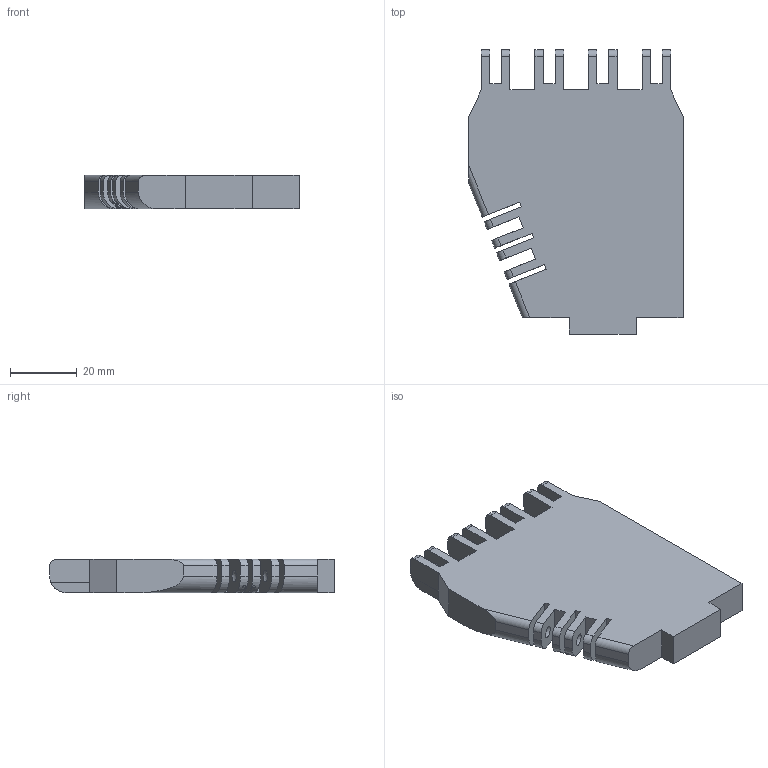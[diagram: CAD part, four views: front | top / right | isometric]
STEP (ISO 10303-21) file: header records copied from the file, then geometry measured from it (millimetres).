
FILE_DESCRIPTION(/* description */ (''),/* implementation_level */ '2;1');
FILE_NAME(/* name */ 'Palm v0,1.step',/* time_stamp */ '2018-08-24T08:34:58+03:00',/* author */ ('eetu.airaksinenHZQLZ'),/* organization */ (''),/* preprocessor_version */ 'ST-DEVELOPER v17',/* originating_system */ 'Autodesk Translation Framework v7.1.0.215',/* authorisation */ '');
FILE_SCHEMA (('AUTOMOTIVE_DESIGN { 1 0 10303 214 3 1 1 }'));
Length unit declared in the file: millimetre
Products named in the file (1): Palm
Bounding box: 64 x 85 x 10 mm (x, y, z)
Volume: 40903.4 mm3; surface area: 16795.4 mm2
Topology: 1 solids, 1 shells, 175 faces, 548 edges, 366 vertices
Faces by surface type: plane 104, cylinder 38, torus 17, sphere 12, cone 4
Full cylindrical faces by diameter (mm): 1.2 x10
Entity records: 6721 total; most frequent: CARTESIAN_POINT 1782, ORIENTED_EDGE 1090, DIRECTION 977, EDGE_CURVE 545, VERTEX_POINT 366, AXIS2_PLACEMENT_3D 326, LINE 325, VECTOR 325
